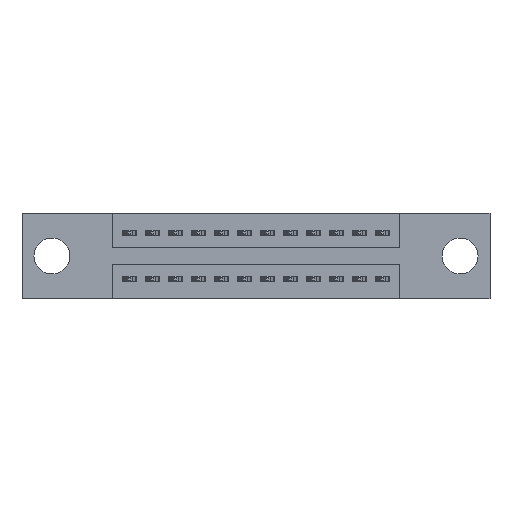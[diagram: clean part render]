
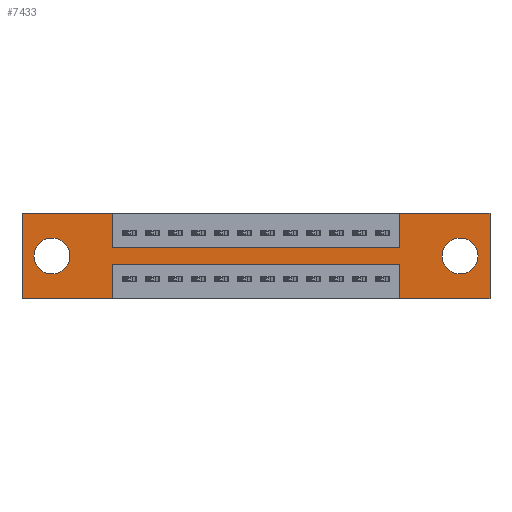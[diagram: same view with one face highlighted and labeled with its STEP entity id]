
A CAD part, front view. The second image highlights one B-rep face of the part: STEP entity #7433.
In plain terms, the highlighted planar face has unit normal (0, -1, 0).
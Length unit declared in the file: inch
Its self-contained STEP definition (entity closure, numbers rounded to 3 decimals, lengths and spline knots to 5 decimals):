
#92 = VECTOR ( 'NONE', #2037, 39.37008 ) ;
#124 = ORIENTED_EDGE ( 'NONE', *, *, #3363, .F. ) ;
#436 = EDGE_LOOP ( 'NONE', ( #7519, #8053 ) ) ;
#478 = CIRCLE ( 'NONE', #10593, 0.078 ) ;
#486 = CIRCLE ( 'NONE', #6998, 0.078 ) ;
#605 = CARTESIAN_POINT ( 'NONE',  ( 0.13, 0., -0.263 ) ) ;
#615 = DIRECTION ( 'NONE',  ( 0., 0., -1. ) ) ;
#701 = EDGE_CURVE ( 'NONE', #1007, #7544, #486, .T. ) ;
#822 = DIRECTION ( 'NONE',  ( 0., 0., -1. ) ) ;
#900 = DIRECTION ( 'NONE',  ( 0., 1., 0. ) ) ;
#951 = CARTESIAN_POINT ( 'NONE',  ( 1.6425, 0., -0.15 ) ) ;
#1007 = VERTEX_POINT ( 'NONE', #605 ) ;
#1218 = CARTESIAN_POINT ( 'NONE',  ( 0.13, 0., -0.185 ) ) ;
#1354 = VERTEX_POINT ( 'NONE', #8688 ) ;
#1357 = EDGE_CURVE ( 'NONE', #7544, #1007, #7339, .T. ) ;
#1385 = ORIENTED_EDGE ( 'NONE', *, *, #1731, .F. ) ;
#1389 = DIRECTION ( 'NONE',  ( 0., 0., 1. ) ) ;
#1636 = CARTESIAN_POINT ( 'NONE',  ( 0., 0., -0.37 ) ) ;
#1649 = VECTOR ( 'NONE', #13720, 39.37008 ) ;
#1683 = EDGE_CURVE ( 'NONE', #5485, #7508, #11895, .T. ) ;
#1731 = EDGE_CURVE ( 'NONE', #1354, #4213, #2311, .T. ) ;
#1836 = VERTEX_POINT ( 'NONE', #3856 ) ;
#1859 = PLANE ( 'NONE',  #9809 ) ;
#1860 = CARTESIAN_POINT ( 'NONE',  ( 0.13, 0., -0.185 ) ) ;
#1980 = ORIENTED_EDGE ( 'NONE', *, *, #9725, .F. ) ;
#2037 = DIRECTION ( 'NONE',  ( -1., 0., 0. ) ) ;
#2064 = DIRECTION ( 'NONE',  ( 0., 0., 1. ) ) ;
#2242 = VECTOR ( 'NONE', #13322, 39.37008 ) ;
#2254 = VERTEX_POINT ( 'NONE', #2362 ) ;
#2261 = LINE ( 'NONE', #10638, #10450 ) ;
#2311 = LINE ( 'NONE', #10899, #6451 ) ;
#2362 = CARTESIAN_POINT ( 'NONE',  ( 0.3925, 0., -0.37 ) ) ;
#2679 = CARTESIAN_POINT ( 'NONE',  ( 0.3925, 0., 0. ) ) ;
#2913 = EDGE_CURVE ( 'NONE', #2948, #13880, #478, .T. ) ;
#2933 = FACE_BOUND ( 'NONE', #436, .T. ) ;
#2948 = VERTEX_POINT ( 'NONE', #5028 ) ;
#3050 = EDGE_LOOP ( 'NONE', ( #12789, #1980, #11807, #11496, #124, #11497, #8733, #12591, #7369, #1385, #7139, #9690 ) ) ;
#3327 = DIRECTION ( 'NONE',  ( 0., 0., -1. ) ) ;
#3359 = LINE ( 'NONE', #7651, #13829 ) ;
#3363 = EDGE_CURVE ( 'NONE', #8164, #10615, #11550, .T. ) ;
#3394 = CARTESIAN_POINT ( 'NONE',  ( 1.6425, 0., 0. ) ) ;
#3453 = EDGE_CURVE ( 'NONE', #1836, #1354, #11750, .T. ) ;
#3572 = VERTEX_POINT ( 'NONE', #8861 ) ;
#3856 = CARTESIAN_POINT ( 'NONE',  ( 0., 0., -0.37 ) ) ;
#4003 = DIRECTION ( 'NONE',  ( 0., 0., 1. ) ) ;
#4178 = ORIENTED_EDGE ( 'NONE', *, *, #701, .T. ) ;
#4213 = VERTEX_POINT ( 'NONE', #13692 ) ;
#4327 = CARTESIAN_POINT ( 'NONE',  ( 2.035, 0., -0.37 ) ) ;
#4351 = CARTESIAN_POINT ( 'NONE',  ( 1.6425, 0., 0. ) ) ;
#4376 = CARTESIAN_POINT ( 'NONE',  ( 0.3925, 0., -0.22 ) ) ;
#4401 = CIRCLE ( 'NONE', #13170, 0.078 ) ;
#4543 = EDGE_CURVE ( 'NONE', #10615, #5106, #7915, .T. ) ;
#4997 = LINE ( 'NONE', #2679, #13146 ) ;
#5028 = CARTESIAN_POINT ( 'NONE',  ( 1.905, 0., -0.107 ) ) ;
#5106 = VERTEX_POINT ( 'NONE', #9293 ) ;
#5184 = CARTESIAN_POINT ( 'NONE',  ( 1.6425, 0., -0.37 ) ) ;
#5287 = VERTEX_POINT ( 'NONE', #4351 ) ;
#5485 = VERTEX_POINT ( 'NONE', #6954 ) ;
#5504 = LINE ( 'NONE', #11696, #92 ) ;
#5747 = ORIENTED_EDGE ( 'NONE', *, *, #1357, .T. ) ;
#5991 = VECTOR ( 'NONE', #10620, 39.37008 ) ;
#6230 = CARTESIAN_POINT ( 'NONE',  ( 1.905, 0., -0.263 ) ) ;
#6241 = FACE_BOUND ( 'NONE', #7375, .T. ) ;
#6271 = CARTESIAN_POINT ( 'NONE',  ( 2.035, 0., 0. ) ) ;
#6451 = VECTOR ( 'NONE', #13217, 39.37008 ) ;
#6547 = CARTESIAN_POINT ( 'NONE',  ( 0.3925, 0., -0.15 ) ) ;
#6855 = EDGE_CURVE ( 'NONE', #13880, #2948, #4401, .T. ) ;
#6954 = CARTESIAN_POINT ( 'NONE',  ( 0.3925, 0., -0.15 ) ) ;
#6998 = AXIS2_PLACEMENT_3D ( 'NONE', #1860, #8497, #2064 ) ;
#7112 = AXIS2_PLACEMENT_3D ( 'NONE', #1218, #12896, #12974 ) ;
#7139 = ORIENTED_EDGE ( 'NONE', *, *, #3453, .F. ) ;
#7189 = CARTESIAN_POINT ( 'NONE',  ( 0., 0., 0. ) ) ;
#7339 = CIRCLE ( 'NONE', #7112, 0.078 ) ;
#7369 = ORIENTED_EDGE ( 'NONE', *, *, #10062, .F. ) ;
#7375 = EDGE_LOOP ( 'NONE', ( #5747, #4178 ) ) ;
#7433 = ADVANCED_FACE ( 'NONE', ( #2933, #6241, #11588 ), #1859, .T. ) ;
#7508 = VERTEX_POINT ( 'NONE', #951 ) ;
#7519 = ORIENTED_EDGE ( 'NONE', *, *, #2913, .T. ) ;
#7540 = LINE ( 'NONE', #4376, #13132 ) ;
#7544 = VERTEX_POINT ( 'NONE', #12992 ) ;
#7651 = CARTESIAN_POINT ( 'NONE',  ( 0., 0., 0. ) ) ;
#7915 = LINE ( 'NONE', #1636, #2242 ) ;
#8053 = ORIENTED_EDGE ( 'NONE', *, *, #6855, .T. ) ;
#8164 = VERTEX_POINT ( 'NONE', #13103 ) ;
#8497 = DIRECTION ( 'NONE',  ( 0., 1., 0. ) ) ;
#8669 = DIRECTION ( 'NONE',  ( 0., 0., 1. ) ) ;
#8688 = CARTESIAN_POINT ( 'NONE',  ( 0., 0., 0. ) ) ;
#8733 = ORIENTED_EDGE ( 'NONE', *, *, #9652, .F. ) ;
#8759 = EDGE_CURVE ( 'NONE', #5106, #10646, #13627, .T. ) ;
#8861 = CARTESIAN_POINT ( 'NONE',  ( 0.3925, 0., -0.22 ) ) ;
#9293 = CARTESIAN_POINT ( 'NONE',  ( 1.6425, 0., -0.37 ) ) ;
#9322 = DIRECTION ( 'NONE',  ( 0., 1., 0. ) ) ;
#9398 = CARTESIAN_POINT ( 'NONE',  ( 1.905, 0., -0.185 ) ) ;
#9652 = EDGE_CURVE ( 'NONE', #7508, #5287, #10575, .T. ) ;
#9690 = ORIENTED_EDGE ( 'NONE', *, *, #9783, .F. ) ;
#9725 = EDGE_CURVE ( 'NONE', #10646, #3572, #7540, .T. ) ;
#9741 = VECTOR ( 'NONE', #1389, 39.37008 ) ;
#9783 = EDGE_CURVE ( 'NONE', #2254, #1836, #5504, .T. ) ;
#9809 = AXIS2_PLACEMENT_3D ( 'NONE', #10462, #10534, #822 ) ;
#10062 = EDGE_CURVE ( 'NONE', #4213, #5485, #4997, .T. ) ;
#10235 = CARTESIAN_POINT ( 'NONE',  ( 1.6425, 0., -0.22 ) ) ;
#10404 = DIRECTION ( 'NONE',  ( 0., 0., -1. ) ) ;
#10450 = VECTOR ( 'NONE', #3327, 39.37008 ) ;
#10462 = CARTESIAN_POINT ( 'NONE',  ( 0., 0., -0.37 ) ) ;
#10526 = VECTOR ( 'NONE', #4003, 39.37008 ) ;
#10534 = DIRECTION ( 'NONE',  ( 0., -1., 0. ) ) ;
#10575 = LINE ( 'NONE', #3394, #10884 ) ;
#10593 = AXIS2_PLACEMENT_3D ( 'NONE', #9398, #9322, #615 ) ;
#10615 = VERTEX_POINT ( 'NONE', #4327 ) ;
#10620 = DIRECTION ( 'NONE',  ( 1., 0., 0. ) ) ;
#10638 = CARTESIAN_POINT ( 'NONE',  ( 0.3925, 0., -0.37 ) ) ;
#10646 = VERTEX_POINT ( 'NONE', #10235 ) ;
#10846 = DIRECTION ( 'NONE',  ( -1., 0., 0. ) ) ;
#10884 = VECTOR ( 'NONE', #8669, 39.37008 ) ;
#10899 = CARTESIAN_POINT ( 'NONE',  ( 0., 0., 0. ) ) ;
#10970 = EDGE_CURVE ( 'NONE', #3572, #2254, #2261, .T. ) ;
#11401 = CARTESIAN_POINT ( 'NONE',  ( 1.905, 0., -0.185 ) ) ;
#11496 = ORIENTED_EDGE ( 'NONE', *, *, #4543, .F. ) ;
#11497 = ORIENTED_EDGE ( 'NONE', *, *, #13729, .F. ) ;
#11550 = LINE ( 'NONE', #6271, #1649 ) ;
#11588 = FACE_OUTER_BOUND ( 'NONE', #3050, .T. ) ;
#11696 = CARTESIAN_POINT ( 'NONE',  ( 0., 0., -0.37 ) ) ;
#11750 = LINE ( 'NONE', #7189, #9741 ) ;
#11807 = ORIENTED_EDGE ( 'NONE', *, *, #8759, .F. ) ;
#11895 = LINE ( 'NONE', #6547, #5991 ) ;
#11943 = DIRECTION ( 'NONE',  ( 1., 0., 0. ) ) ;
#12591 = ORIENTED_EDGE ( 'NONE', *, *, #1683, .F. ) ;
#12789 = ORIENTED_EDGE ( 'NONE', *, *, #10970, .F. ) ;
#12896 = DIRECTION ( 'NONE',  ( 0., 1., 0. ) ) ;
#12974 = DIRECTION ( 'NONE',  ( 0., 0., 1. ) ) ;
#12992 = CARTESIAN_POINT ( 'NONE',  ( 0.13, 0., -0.107 ) ) ;
#13103 = CARTESIAN_POINT ( 'NONE',  ( 2.035, 0., 0. ) ) ;
#13132 = VECTOR ( 'NONE', #10846, 39.37008 ) ;
#13146 = VECTOR ( 'NONE', #13575, 39.37008 ) ;
#13170 = AXIS2_PLACEMENT_3D ( 'NONE', #11401, #900, #10404 ) ;
#13217 = DIRECTION ( 'NONE',  ( 1., 0., 0. ) ) ;
#13322 = DIRECTION ( 'NONE',  ( -1., 0., 0. ) ) ;
#13575 = DIRECTION ( 'NONE',  ( 0., 0., -1. ) ) ;
#13627 = LINE ( 'NONE', #5184, #10526 ) ;
#13692 = CARTESIAN_POINT ( 'NONE',  ( 0.3925, 0., 0. ) ) ;
#13720 = DIRECTION ( 'NONE',  ( 0., 0., -1. ) ) ;
#13729 = EDGE_CURVE ( 'NONE', #5287, #8164, #3359, .T. ) ;
#13829 = VECTOR ( 'NONE', #11943, 39.37008 ) ;
#13880 = VERTEX_POINT ( 'NONE', #6230 ) ;
